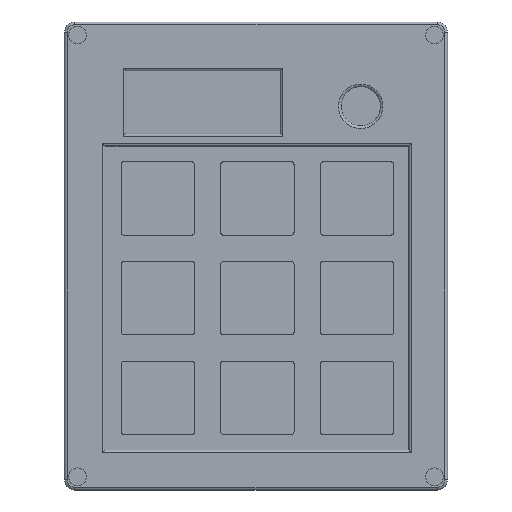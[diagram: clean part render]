
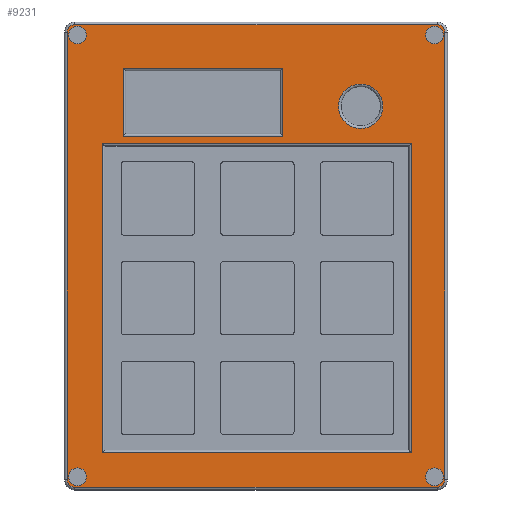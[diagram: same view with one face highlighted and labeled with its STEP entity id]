
A CAD part, top view. The second image highlights one B-rep face of the part: STEP entity #9231.
In plain terms, the highlighted planar face has unit normal (0, 0, 1).
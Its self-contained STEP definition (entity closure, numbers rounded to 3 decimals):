
#853=FACE_BOUND('',#3232,.T.);
#854=FACE_BOUND('',#3233,.T.);
#855=FACE_BOUND('',#3234,.T.);
#856=FACE_BOUND('',#3235,.T.);
#857=FACE_BOUND('',#3236,.T.);
#858=FACE_BOUND('',#3237,.T.);
#859=FACE_BOUND('',#3238,.T.);
#931=LINE('',#11879,#1721);
#932=LINE('',#11883,#1722);
#933=LINE('',#11887,#1723);
#934=LINE('',#11890,#1724);
#935=LINE('',#11893,#1725);
#936=LINE('',#11895,#1726);
#937=LINE('',#11897,#1727);
#938=LINE('',#11898,#1728);
#939=LINE('',#11901,#1729);
#940=LINE('',#11903,#1730);
#941=LINE('',#11905,#1731);
#942=LINE('',#11906,#1732);
#1721=VECTOR('',#10224,10.);
#1722=VECTOR('',#10227,10.);
#1723=VECTOR('',#10230,10.);
#1724=VECTOR('',#10233,10.);
#1725=VECTOR('',#10234,10.);
#1726=VECTOR('',#10235,10.);
#1727=VECTOR('',#10236,10.);
#1728=VECTOR('',#10237,10.);
#1729=VECTOR('',#10238,10.);
#1730=VECTOR('',#10239,10.);
#1731=VECTOR('',#10240,10.);
#1732=VECTOR('',#10241,10.);
#2511=PLANE('',#9779);
#2708=FACE_OUTER_BOUND('',#3231,.T.);
#3231=EDGE_LOOP('',(#6364,#6365,#6366,#6367,#6368,#6369,#6370,#6371));
#3232=EDGE_LOOP('',(#6372,#6373,#6374,#6375));
#3233=EDGE_LOOP('',(#6376,#6377,#6378,#6379));
#3234=EDGE_LOOP('',(#6380));
#3235=EDGE_LOOP('',(#6381));
#3236=EDGE_LOOP('',(#6382));
#3237=EDGE_LOOP('',(#6383));
#3238=EDGE_LOOP('',(#6384));
#3831=CIRCLE('',#9775,4.25);
#3835=CIRCLE('',#9780,1.5);
#3836=CIRCLE('',#9781,1.5);
#3837=CIRCLE('',#9782,1.5);
#3838=CIRCLE('',#9783,1.5);
#3839=CIRCLE('',#9784,1.7);
#3840=CIRCLE('',#9785,1.7);
#3841=CIRCLE('',#9786,1.7);
#3842=CIRCLE('',#9787,1.7);
#3976=VERTEX_POINT('',#11867);
#3979=VERTEX_POINT('',#11875);
#3980=VERTEX_POINT('',#11876);
#3981=VERTEX_POINT('',#11878);
#3982=VERTEX_POINT('',#11880);
#3983=VERTEX_POINT('',#11882);
#3984=VERTEX_POINT('',#11884);
#3985=VERTEX_POINT('',#11886);
#3986=VERTEX_POINT('',#11888);
#3987=VERTEX_POINT('',#11891);
#3988=VERTEX_POINT('',#11892);
#3989=VERTEX_POINT('',#11894);
#3990=VERTEX_POINT('',#11896);
#3991=VERTEX_POINT('',#11899);
#3992=VERTEX_POINT('',#11900);
#3993=VERTEX_POINT('',#11902);
#3994=VERTEX_POINT('',#11904);
#3995=VERTEX_POINT('',#11907);
#3996=VERTEX_POINT('',#11909);
#3997=VERTEX_POINT('',#11911);
#3998=VERTEX_POINT('',#11913);
#4926=EDGE_CURVE('',#3976,#3976,#3831,.T.);
#4930=EDGE_CURVE('',#3979,#3980,#3835,.T.);
#4931=EDGE_CURVE('',#3981,#3979,#931,.T.);
#4932=EDGE_CURVE('',#3982,#3981,#3836,.T.);
#4933=EDGE_CURVE('',#3983,#3982,#932,.T.);
#4934=EDGE_CURVE('',#3984,#3983,#3837,.T.);
#4935=EDGE_CURVE('',#3985,#3984,#933,.T.);
#4936=EDGE_CURVE('',#3986,#3985,#3838,.T.);
#4937=EDGE_CURVE('',#3980,#3986,#934,.T.);
#4938=EDGE_CURVE('',#3987,#3988,#935,.T.);
#4939=EDGE_CURVE('',#3989,#3987,#936,.T.);
#4940=EDGE_CURVE('',#3990,#3989,#937,.T.);
#4941=EDGE_CURVE('',#3988,#3990,#938,.T.);
#4942=EDGE_CURVE('',#3991,#3992,#939,.T.);
#4943=EDGE_CURVE('',#3993,#3991,#940,.T.);
#4944=EDGE_CURVE('',#3994,#3993,#941,.T.);
#4945=EDGE_CURVE('',#3992,#3994,#942,.T.);
#4946=EDGE_CURVE('',#3995,#3995,#3839,.T.);
#4947=EDGE_CURVE('',#3996,#3996,#3840,.T.);
#4948=EDGE_CURVE('',#3997,#3997,#3841,.T.);
#4949=EDGE_CURVE('',#3998,#3998,#3842,.T.);
#6364=ORIENTED_EDGE('',*,*,#4930,.F.);
#6365=ORIENTED_EDGE('',*,*,#4931,.F.);
#6366=ORIENTED_EDGE('',*,*,#4932,.F.);
#6367=ORIENTED_EDGE('',*,*,#4933,.F.);
#6368=ORIENTED_EDGE('',*,*,#4934,.F.);
#6369=ORIENTED_EDGE('',*,*,#4935,.F.);
#6370=ORIENTED_EDGE('',*,*,#4936,.F.);
#6371=ORIENTED_EDGE('',*,*,#4937,.F.);
#6372=ORIENTED_EDGE('',*,*,#4938,.F.);
#6373=ORIENTED_EDGE('',*,*,#4939,.F.);
#6374=ORIENTED_EDGE('',*,*,#4940,.F.);
#6375=ORIENTED_EDGE('',*,*,#4941,.F.);
#6376=ORIENTED_EDGE('',*,*,#4942,.F.);
#6377=ORIENTED_EDGE('',*,*,#4943,.F.);
#6378=ORIENTED_EDGE('',*,*,#4944,.F.);
#6379=ORIENTED_EDGE('',*,*,#4945,.F.);
#6380=ORIENTED_EDGE('',*,*,#4946,.T.);
#6381=ORIENTED_EDGE('',*,*,#4947,.T.);
#6382=ORIENTED_EDGE('',*,*,#4948,.T.);
#6383=ORIENTED_EDGE('',*,*,#4949,.T.);
#6384=ORIENTED_EDGE('',*,*,#4926,.F.);
#9231=ADVANCED_FACE('',(#2708,#853,#854,#855,#856,#857,#858,#859),#2511,
 .T.);
#9775=AXIS2_PLACEMENT_3D('',#11868,#10212,#10213);
#9779=AXIS2_PLACEMENT_3D('',#11874,#10220,#10221);
#9780=AXIS2_PLACEMENT_3D('',#11877,#10222,#10223);
#9781=AXIS2_PLACEMENT_3D('',#11881,#10225,#10226);
#9782=AXIS2_PLACEMENT_3D('',#11885,#10228,#10229);
#9783=AXIS2_PLACEMENT_3D('',#11889,#10231,#10232);
#9784=AXIS2_PLACEMENT_3D('',#11908,#10242,#10243);
#9785=AXIS2_PLACEMENT_3D('',#11910,#10244,#10245);
#9786=AXIS2_PLACEMENT_3D('',#11912,#10246,#10247);
#9787=AXIS2_PLACEMENT_3D('',#11914,#10248,#10249);
#10212=DIRECTION('center_axis',(0.,0.,1.));
#10213=DIRECTION('ref_axis',(1.,0.,0.));
#10220=DIRECTION('center_axis',(0.,0.,1.));
#10221=DIRECTION('ref_axis',(1.,0.,0.));
#10222=DIRECTION('center_axis',(0.,0.,-1.));
#10223=DIRECTION('ref_axis',(-0.707,-0.707,0.));
#10224=DIRECTION('',(-1.,0.,0.));
#10225=DIRECTION('center_axis',(0.,0.,-1.));
#10226=DIRECTION('ref_axis',(0.707,-0.707,0.));
#10227=DIRECTION('',(0.,-1.,0.));
#10228=DIRECTION('center_axis',(0.,0.,-1.));
#10229=DIRECTION('ref_axis',(0.707,0.707,0.));
#10230=DIRECTION('',(1.,0.,0.));
#10231=DIRECTION('center_axis',(0.,0.,-1.));
#10232=DIRECTION('ref_axis',(-0.707,0.707,0.));
#10233=DIRECTION('',(0.,1.,0.));
#10234=DIRECTION('',(-1.,0.,0.));
#10235=DIRECTION('',(0.,1.,0.));
#10236=DIRECTION('',(1.,0.,0.));
#10237=DIRECTION('',(0.,-1.,0.));
#10238=DIRECTION('',(-1.,0.,0.));
#10239=DIRECTION('',(0.,1.,0.));
#10240=DIRECTION('',(1.,0.,0.));
#10241=DIRECTION('',(0.,-1.,0.));
#10242=DIRECTION('center_axis',(0.,0.,-1.));
#10243=DIRECTION('ref_axis',(1.,0.,0.));
#10244=DIRECTION('center_axis',(0.,0.,-1.));
#10245=DIRECTION('ref_axis',(1.,0.,0.));
#10246=DIRECTION('center_axis',(0.,0.,-1.));
#10247=DIRECTION('ref_axis',(1.,0.,0.));
#10248=DIRECTION('center_axis',(0.,0.,-1.));
#10249=DIRECTION('ref_axis',(1.,0.,0.));
#11867=CARTESIAN_POINT('',(54.655,9.085,1.5));
#11868=CARTESIAN_POINT('Origin',(50.405,9.085,1.5));
#11874=CARTESIAN_POINT('Origin',(30.395,-19.52,1.5));
#11875=CARTESIAN_POINT('',(-4.225,-63.735,1.5));
#11876=CARTESIAN_POINT('',(-5.725,-62.235,1.5));
#11877=CARTESIAN_POINT('Origin',(-4.225,-62.235,1.5));
#11878=CARTESIAN_POINT('',(65.015,-63.735,1.5));
#11879=CARTESIAN_POINT('',(12.085,-63.735,1.5));
#11880=CARTESIAN_POINT('',(66.515,-62.235,1.5));
#11881=CARTESIAN_POINT('Origin',(65.015,-62.235,1.5));
#11882=CARTESIAN_POINT('',(66.515,23.195,1.5));
#11883=CARTESIAN_POINT('',(66.515,-41.878,1.5));
#11884=CARTESIAN_POINT('',(65.015,24.695,1.5));
#11885=CARTESIAN_POINT('Origin',(65.015,23.195,1.5));
#11886=CARTESIAN_POINT('',(-4.225,24.695,1.5));
#11887=CARTESIAN_POINT('',(48.705,24.695,1.5));
#11888=CARTESIAN_POINT('',(-5.725,23.195,1.5));
#11889=CARTESIAN_POINT('Origin',(-4.225,23.195,1.5));
#11890=CARTESIAN_POINT('',(-5.725,2.838,1.5));
#11891=CARTESIAN_POINT('',(35.505,16.395,1.5));
#11892=CARTESIAN_POINT('',(5.005,16.395,1.5));
#11893=CARTESIAN_POINT('',(17.95,16.395,1.5));
#11894=CARTESIAN_POINT('',(35.505,3.395,1.5));
#11895=CARTESIAN_POINT('',(35.505,-1.813,1.5));
#11896=CARTESIAN_POINT('',(5.005,3.395,1.5));
#11897=CARTESIAN_POINT('',(32.7,3.395,1.5));
#11898=CARTESIAN_POINT('',(5.005,-7.813,1.5));
#11899=CARTESIAN_POINT('',(60.125,1.975,1.5));
#11900=CARTESIAN_POINT('',(1.025,1.975,1.5));
#11901=CARTESIAN_POINT('',(15.96,1.975,1.5));
#11902=CARTESIAN_POINT('',(60.125,-57.125,1.5));
#11903=CARTESIAN_POINT('',(60.125,-9.023,1.5));
#11904=CARTESIAN_POINT('',(1.025,-57.125,1.5));
#11905=CARTESIAN_POINT('',(45.01,-57.125,1.5));
#11906=CARTESIAN_POINT('',(1.025,-38.072,1.5));
#11907=CARTESIAN_POINT('',(62.815,-61.735,1.5));
#11908=CARTESIAN_POINT('Origin',(64.515,-61.735,1.5));
#11909=CARTESIAN_POINT('',(62.815,22.695,1.5));
#11910=CARTESIAN_POINT('Origin',(64.515,22.695,1.5));
#11911=CARTESIAN_POINT('',(-5.425,-61.735,1.5));
#11912=CARTESIAN_POINT('Origin',(-3.725,-61.735,1.5));
#11913=CARTESIAN_POINT('',(-5.425,22.695,1.5));
#11914=CARTESIAN_POINT('Origin',(-3.725,22.695,1.5));
